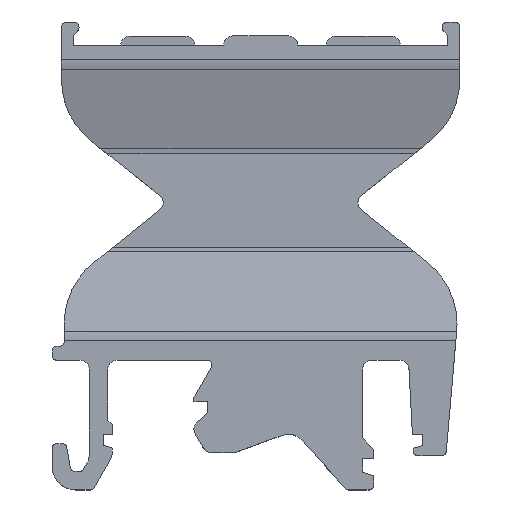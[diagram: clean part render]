
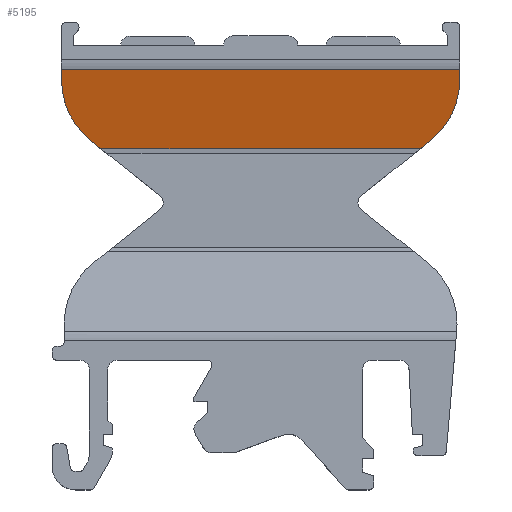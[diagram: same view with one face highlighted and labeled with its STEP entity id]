
A CAD part, top view. The second image highlights one B-rep face of the part: STEP entity #5195.
In plain terms, the highlighted planar face has unit normal (0, -0.259, 0.966).
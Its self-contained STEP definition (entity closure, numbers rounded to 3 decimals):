
#1330=DIRECTION('',(-0.774,0.612,0.164));
#1331=VECTOR('',#1330,1.334);
#1332=CARTESIAN_POINT('',(-17.242,30.811,2.568));
#1333=LINE('',#1332,#1331);
#1447=DIRECTION('',(-0.774,-0.612,-0.164));
#1448=VECTOR('',#1447,1.334);
#1449=CARTESIAN_POINT('',(18.274,31.628,2.787));
#1450=LINE('',#1449,#1448);
#1472=DIRECTION('',(-1.,0.,0.));
#1473=VECTOR('',#1472,34.484);
#1474=CARTESIAN_POINT('',(17.242,30.811,2.568));
#1475=LINE('',#1474,#1473);
#1485=CARTESIAN_POINT('',(17.242,30.811,2.568));
#1512=DIRECTION('',(0.,0.966,0.259));
#1513=VECTOR('',#1512,1.123);
#1514=CARTESIAN_POINT('',(-21.5,38.294,4.573));
#1515=LINE('',#1514,#1513);
#1724=DIRECTION('',(0.,-0.966,-0.259));
#1725=VECTOR('',#1724,1.123);
#1726=CARTESIAN_POINT('',(21.5,39.379,4.864));
#1727=LINE('',#1726,#1725);
#1767=CARTESIAN_POINT('',(-18.274,31.628,2.787));
#1768=CARTESIAN_POINT('',(-18.41,31.735,2.816));
#1769=CARTESIAN_POINT('',(-18.67,31.955,2.875));
#1770=CARTESIAN_POINT('',(-19.032,32.298,2.967));
#1771=CARTESIAN_POINT('',(-19.366,32.655,3.062));
#1772=CARTESIAN_POINT('',(-19.674,33.023,3.161));
#1773=CARTESIAN_POINT('',(-19.957,33.402,3.262));
#1774=CARTESIAN_POINT('',(-20.215,33.793,3.367));
#1775=CARTESIAN_POINT('',(-20.451,34.194,3.474));
#1776=CARTESIAN_POINT('',(-20.663,34.606,3.585));
#1777=CARTESIAN_POINT('',(-20.852,35.028,3.698));
#1778=CARTESIAN_POINT('',(-21.018,35.461,3.814));
#1779=CARTESIAN_POINT('',(-21.162,35.904,3.933));
#1780=CARTESIAN_POINT('',(-21.281,36.358,4.054));
#1781=CARTESIAN_POINT('',(-21.376,36.824,4.179));
#1782=CARTESIAN_POINT('',(-21.446,37.301,4.307));
#1783=CARTESIAN_POINT('',(-21.49,37.79,4.438));
#1784=CARTESIAN_POINT('',(-21.5,38.124,4.528));
#1785=CARTESIAN_POINT('',(-21.5,38.294,4.573));
#1863=CARTESIAN_POINT('',(21.5,38.294,4.573));
#1864=CARTESIAN_POINT('',(21.5,38.124,4.528));
#1865=CARTESIAN_POINT('',(21.49,37.79,4.438));
#1866=CARTESIAN_POINT('',(21.446,37.301,4.307));
#1867=CARTESIAN_POINT('',(21.376,36.824,4.179));
#1868=CARTESIAN_POINT('',(21.281,36.358,4.054));
#1869=CARTESIAN_POINT('',(21.162,35.904,3.933));
#1870=CARTESIAN_POINT('',(21.018,35.461,3.814));
#1871=CARTESIAN_POINT('',(20.852,35.028,3.698));
#1872=CARTESIAN_POINT('',(20.663,34.606,3.585));
#1873=CARTESIAN_POINT('',(20.451,34.194,3.474));
#1874=CARTESIAN_POINT('',(20.215,33.793,3.367));
#1875=CARTESIAN_POINT('',(19.957,33.402,3.262));
#1876=CARTESIAN_POINT('',(19.674,33.023,3.161));
#1877=CARTESIAN_POINT('',(19.366,32.655,3.062));
#1878=CARTESIAN_POINT('',(19.032,32.298,2.967));
#1879=CARTESIAN_POINT('',(18.67,31.955,2.875));
#1880=CARTESIAN_POINT('',(18.41,31.735,2.816));
#1881=CARTESIAN_POINT('',(18.274,31.628,2.787));
#2161=DIRECTION('',(1.,0.,0.));
#2162=VECTOR('',#2161,43.);
#2163=CARTESIAN_POINT('',(-21.5,39.379,4.864));
#2164=LINE('',#2163,#2162);
#3162=CARTESIAN_POINT('',(21.5,38.294,4.573));
#3164=VERTEX_POINT('',#3162);
#3166=CARTESIAN_POINT('',(18.274,31.628,2.787));
#3167=VERTEX_POINT('',#3166);
#3182=VERTEX_POINT('',#1485);
#3214=CARTESIAN_POINT('',(-18.274,31.628,2.787));
#3215=VERTEX_POINT('',#3214);
#3216=CARTESIAN_POINT('',(-17.242,30.811,2.568));
#3217=VERTEX_POINT('',#3216);
#3327=CARTESIAN_POINT('',(-21.5,39.379,4.864));
#3328=VERTEX_POINT('',#3327);
#3329=CARTESIAN_POINT('',(-21.5,38.294,4.573));
#3330=VERTEX_POINT('',#3329);
#3339=CARTESIAN_POINT('',(21.5,39.379,4.864));
#3340=VERTEX_POINT('',#3339);
#5175=CARTESIAN_POINT('',(25.9,39.379,4.864));
#5176=DIRECTION('',(0.,-0.259,0.966));
#5177=DIRECTION('',(0.,-0.966,-0.259));
#5178=AXIS2_PLACEMENT_3D('',#5175,#5176,#5177);
#5179=PLANE('',#5178);
#5181=ORIENTED_EDGE('',*,*,#5180,.T.);
#5183=ORIENTED_EDGE('',*,*,#5182,.T.);
#5185=ORIENTED_EDGE('',*,*,#5184,.T.);
#5187=ORIENTED_EDGE('',*,*,#5186,.T.);
#5188=ORIENTED_EDGE('',*,*,#5136,.T.);
#5189=ORIENTED_EDGE('',*,*,#5161,.T.);
#5190=ORIENTED_EDGE('',*,*,#5042,.T.);
#5192=ORIENTED_EDGE('',*,*,#5191,.T.);
#5193=EDGE_LOOP('',(#5181,#5183,#5185,#5187,#5188,#5189,#5190,#5192));
#5194=FACE_OUTER_BOUND('',#5193,.F.);
#1786=B_SPLINE_CURVE_WITH_KNOTS('',3,(#1767,#1768,#1769,#1770,#1771,#1772,#1773,
#1774,#1775,#1776,#1777,#1778,#1779,#1780,#1781,#1782,#1783,#1784,#1785),
.UNSPECIFIED.,.F.,.F.,(4,1,1,1,1,1,1,1,1,1,1,1,1,1,1,1,4),(0.,0.063,0.125,
0.188,0.25,0.313,0.375,0.438,0.5,0.563,0.625,0.688,
0.75,0.813,0.875,0.938,1.),.UNSPECIFIED.);
#1882=B_SPLINE_CURVE_WITH_KNOTS('',3,(#1863,#1864,#1865,#1866,#1867,#1868,#1869,
#1870,#1871,#1872,#1873,#1874,#1875,#1876,#1877,#1878,#1879,#1880,#1881),
.UNSPECIFIED.,.F.,.F.,(4,1,1,1,1,1,1,1,1,1,1,1,1,1,1,1,4),(0.,0.063,0.125,
0.188,0.25,0.313,0.375,0.438,0.5,0.563,0.625,0.688,
0.75,0.813,0.875,0.938,1.),.UNSPECIFIED.);
#5042=EDGE_CURVE('',#3217,#3215,#1333,.T.);
#5136=EDGE_CURVE('',#3167,#3182,#1450,.T.);
#5161=EDGE_CURVE('',#3182,#3217,#1475,.T.);
#5180=EDGE_CURVE('',#3330,#3328,#1515,.T.);
#5182=EDGE_CURVE('',#3328,#3340,#2164,.T.);
#5184=EDGE_CURVE('',#3340,#3164,#1727,.T.);
#5186=EDGE_CURVE('',#3164,#3167,#1882,.T.);
#5191=EDGE_CURVE('',#3215,#3330,#1786,.T.);
#5195=ADVANCED_FACE('',(#5194),#5179,.T.);
